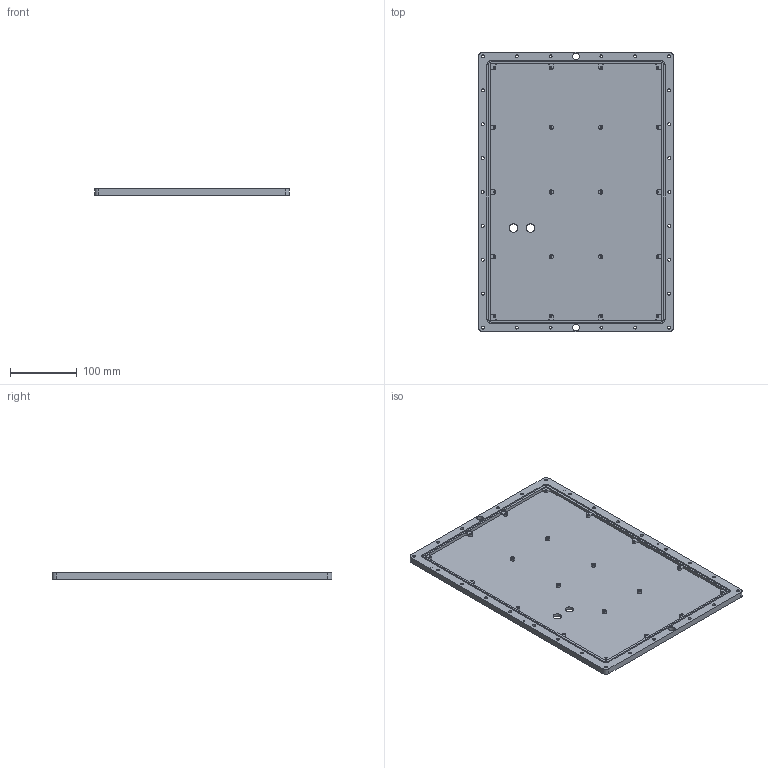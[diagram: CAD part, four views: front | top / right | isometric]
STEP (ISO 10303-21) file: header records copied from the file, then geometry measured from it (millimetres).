
FILE_DESCRIPTION (( 'STEP AP203' ), '1' );
FILE_NAME ('back_panel.STEP', '2017-04-29T00:17:54', ( '' ), ( '' ), 'SwSTEP 2.0', 'SolidWorks 2015', '' );
FILE_SCHEMA (( 'CONFIG_CONTROL_DESIGN' ));
Length unit declared in the file: inch
Products named in the file (1): back_panel
Bounding box: 291.97 x 418.97 x 9.14 mm (x, y, z)
Volume: 636158.3 mm3; surface area: 274219.8 mm2
Topology: 1 solids, 1 shells, 326 faces, 821 edges, 530 vertices
Faces by surface type: cylinder 181, plane 93, cone 52
Entity records: 10102 total; most frequent: DIRECTION 1889, CARTESIAN_POINT 1678, ORIENTED_EDGE 1642, EDGE_CURVE 821, AXIS2_PLACEMENT_3D 741, VERTEX_POINT 530, EDGE_LOOP 419, CIRCLE 414
